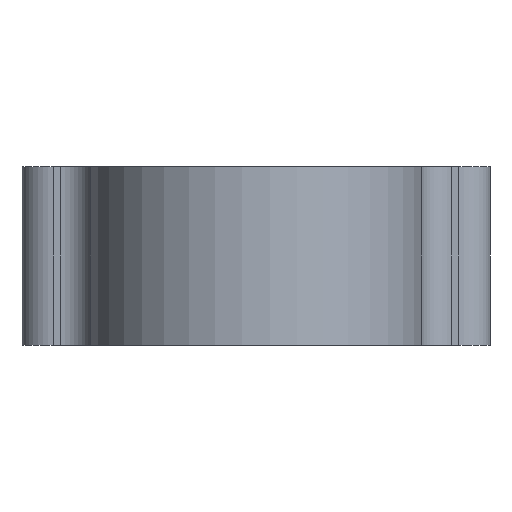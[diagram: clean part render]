
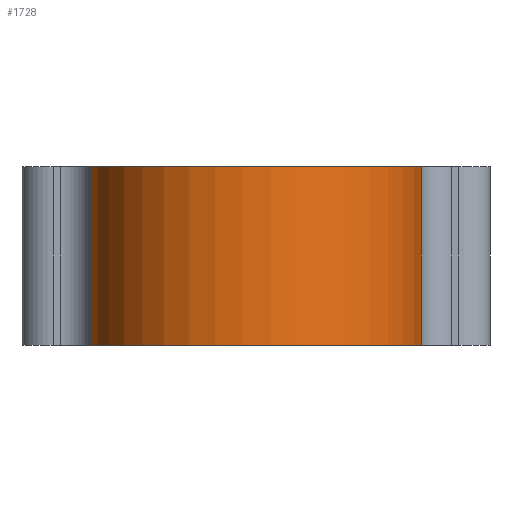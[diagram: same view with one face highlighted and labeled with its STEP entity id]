
A CAD part, front view. The second image highlights one B-rep face of the part: STEP entity #1728.
In plain terms, the highlighted cylindrical face has radius 7.5 mm (diameter 15 mm), a partial arc.
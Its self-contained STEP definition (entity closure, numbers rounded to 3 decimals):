
#44 = PLANE('',#45);
#45 = AXIS2_PLACEMENT_3D('',#46,#47,#48);
#46 = CARTESIAN_POINT('',(0.,2.654,0.));
#47 = DIRECTION('',(-0.,-0.,-1.));
#48 = DIRECTION('',(-1.,0.,0.));
#100 = PLANE('',#101);
#101 = AXIS2_PLACEMENT_3D('',#102,#103,#104);
#102 = CARTESIAN_POINT('',(0.,2.654,8.));
#103 = DIRECTION('',(-0.,-0.,-1.));
#104 = DIRECTION('',(-1.,0.,0.));
#252 = VERTEX_POINT('',#253);
#253 = CARTESIAN_POINT('',(7.407,-1.18,0.));
#272 = CYLINDRICAL_SURFACE('',#273,1.4);
#273 = AXIS2_PLACEMENT_3D('',#274,#275,#276);
#274 = CARTESIAN_POINT('',(8.789,-1.4,0.));
#275 = DIRECTION('',(0.,0.,1.));
#276 = DIRECTION('',(0.,1.,0.));
#284 = EDGE_CURVE('',#285,#252,#287,.T.);
#285 = VERTEX_POINT('',#286);
#286 = CARTESIAN_POINT('',(-7.407,-1.18,0.));
#287 = SURFACE_CURVE('',#288,(#293,#304),.PCURVE_S1.);
#288 = CIRCLE('',#289,7.5);
#289 = AXIS2_PLACEMENT_3D('',#290,#291,#292);
#290 = CARTESIAN_POINT('',(0.,0.,0.));
#291 = DIRECTION('',(0.,0.,1.));
#292 = DIRECTION('',(1.,0.,0.));
#293 = PCURVE('',#44,#294);
#294 = DEFINITIONAL_REPRESENTATION('',(#295),#303);
#295 = ( BOUNDED_CURVE() B_SPLINE_CURVE(2,(#296,#297,#298,#299,#300,#301
,#302),.UNSPECIFIED.,.T.,.F.) B_SPLINE_CURVE_WITH_KNOTS((1,2,2,2,2,1),(
    -2.094,0.,2.094,4.189,6.283,
8.378),.UNSPECIFIED.) CURVE() GEOMETRIC_REPRESENTATION_ITEM() 
RATIONAL_B_SPLINE_CURVE((1.,0.5,1.,0.5,1.,0.5,1.)) REPRESENTATION_ITEM(
  '') );
#296 = CARTESIAN_POINT('',(-7.5,-2.654));
#297 = CARTESIAN_POINT('',(-7.5,10.337));
#298 = CARTESIAN_POINT('',(3.75,3.842));
#299 = CARTESIAN_POINT('',(15.,-2.654));
#300 = CARTESIAN_POINT('',(3.75,-9.149));
#301 = CARTESIAN_POINT('',(-7.5,-15.644));
#302 = CARTESIAN_POINT('',(-7.5,-2.654));
#303 = ( GEOMETRIC_REPRESENTATION_CONTEXT(2) 
PARAMETRIC_REPRESENTATION_CONTEXT() REPRESENTATION_CONTEXT('2D SPACE',''
  ) );
#304 = PCURVE('',#305,#310);
#305 = CYLINDRICAL_SURFACE('',#306,7.5);
#306 = AXIS2_PLACEMENT_3D('',#307,#308,#309);
#307 = CARTESIAN_POINT('',(0.,0.,0.));
#308 = DIRECTION('',(-0.,-0.,-1.));
#309 = DIRECTION('',(1.,0.,0.));
#310 = DEFINITIONAL_REPRESENTATION('',(#311),#315);
#311 = LINE('',#312,#313);
#312 = CARTESIAN_POINT('',(-0.,0.));
#313 = VECTOR('',#314,1.);
#314 = DIRECTION('',(-1.,0.));
#315 = ( GEOMETRIC_REPRESENTATION_CONTEXT(2) 
PARAMETRIC_REPRESENTATION_CONTEXT() REPRESENTATION_CONTEXT('2D SPACE',''
  ) );
#338 = CYLINDRICAL_SURFACE('',#339,1.4);
#339 = AXIS2_PLACEMENT_3D('',#340,#341,#342);
#340 = CARTESIAN_POINT('',(-8.789,-1.4,0.));
#341 = DIRECTION('',(0.,0.,1.));
#342 = DIRECTION('',(0.988,0.157,0.));
#1031 = VERTEX_POINT('',#1032);
#1032 = CARTESIAN_POINT('',(7.407,-1.18,8.));
#1058 = EDGE_CURVE('',#1059,#1031,#1061,.T.);
#1059 = VERTEX_POINT('',#1060);
#1060 = CARTESIAN_POINT('',(-7.407,-1.18,8.));
#1061 = SURFACE_CURVE('',#1062,(#1067,#1078),.PCURVE_S1.);
#1062 = CIRCLE('',#1063,7.5);
#1063 = AXIS2_PLACEMENT_3D('',#1064,#1065,#1066);
#1064 = CARTESIAN_POINT('',(0.,0.,8.));
#1065 = DIRECTION('',(0.,0.,1.));
#1066 = DIRECTION('',(1.,0.,0.));
#1067 = PCURVE('',#100,#1068);
#1068 = DEFINITIONAL_REPRESENTATION('',(#1069),#1077);
#1069 = ( BOUNDED_CURVE() B_SPLINE_CURVE(2,(#1070,#1071,#1072,#1073,
#1074,#1075,#1076),.UNSPECIFIED.,.T.,.F.) B_SPLINE_CURVE_WITH_KNOTS((1,2
    ,2,2,2,1),(-2.094,0.,2.094,4.189,
6.283,8.378),.UNSPECIFIED.) CURVE() 
GEOMETRIC_REPRESENTATION_ITEM() RATIONAL_B_SPLINE_CURVE((1.,0.5,1.,0.5,
1.,0.5,1.)) REPRESENTATION_ITEM('') );
#1070 = CARTESIAN_POINT('',(-7.5,-2.654));
#1071 = CARTESIAN_POINT('',(-7.5,10.337));
#1072 = CARTESIAN_POINT('',(3.75,3.842));
#1073 = CARTESIAN_POINT('',(15.,-2.654));
#1074 = CARTESIAN_POINT('',(3.75,-9.149));
#1075 = CARTESIAN_POINT('',(-7.5,-15.644));
#1076 = CARTESIAN_POINT('',(-7.5,-2.654));
#1077 = ( GEOMETRIC_REPRESENTATION_CONTEXT(2) 
PARAMETRIC_REPRESENTATION_CONTEXT() REPRESENTATION_CONTEXT('2D SPACE',''
  ) );
#1078 = PCURVE('',#305,#1079);
#1079 = DEFINITIONAL_REPRESENTATION('',(#1080),#1084);
#1080 = LINE('',#1081,#1082);
#1081 = CARTESIAN_POINT('',(-0.,-8.));
#1082 = VECTOR('',#1083,1.);
#1083 = DIRECTION('',(-1.,0.));
#1084 = ( GEOMETRIC_REPRESENTATION_CONTEXT(2) 
PARAMETRIC_REPRESENTATION_CONTEXT() REPRESENTATION_CONTEXT('2D SPACE',''
  ) );
#1679 = EDGE_CURVE('',#252,#1031,#1680,.T.);
#1680 = SURFACE_CURVE('',#1681,(#1685,#1692),.PCURVE_S1.);
#1681 = LINE('',#1682,#1683);
#1682 = CARTESIAN_POINT('',(7.407,-1.18,0.));
#1683 = VECTOR('',#1684,1.);
#1684 = DIRECTION('',(0.,0.,1.));
#1685 = PCURVE('',#272,#1686);
#1686 = DEFINITIONAL_REPRESENTATION('',(#1687),#1691);
#1687 = LINE('',#1688,#1689);
#1688 = CARTESIAN_POINT('',(1.413,0.));
#1689 = VECTOR('',#1690,1.);
#1690 = DIRECTION('',(0.,1.));
#1691 = ( GEOMETRIC_REPRESENTATION_CONTEXT(2) 
PARAMETRIC_REPRESENTATION_CONTEXT() REPRESENTATION_CONTEXT('2D SPACE',''
  ) );
#1692 = PCURVE('',#305,#1693);
#1693 = DEFINITIONAL_REPRESENTATION('',(#1694),#1698);
#1694 = LINE('',#1695,#1696);
#1695 = CARTESIAN_POINT('',(-6.125,0.));
#1696 = VECTOR('',#1697,1.);
#1697 = DIRECTION('',(-0.,-1.));
#1698 = ( GEOMETRIC_REPRESENTATION_CONTEXT(2) 
PARAMETRIC_REPRESENTATION_CONTEXT() REPRESENTATION_CONTEXT('2D SPACE',''
  ) );
#1728 = ADVANCED_FACE('',(#1729),#305,.T.);
#1729 = FACE_BOUND('',#1730,.F.);
#1730 = EDGE_LOOP('',(#1731,#1732,#1753,#1754));
#1731 = ORIENTED_EDGE('',*,*,#284,.F.);
#1732 = ORIENTED_EDGE('',*,*,#1733,.T.);
#1733 = EDGE_CURVE('',#285,#1059,#1734,.T.);
#1734 = SURFACE_CURVE('',#1735,(#1739,#1746),.PCURVE_S1.);
#1735 = LINE('',#1736,#1737);
#1736 = CARTESIAN_POINT('',(-7.407,-1.18,0.));
#1737 = VECTOR('',#1738,1.);
#1738 = DIRECTION('',(0.,0.,1.));
#1739 = PCURVE('',#305,#1740);
#1740 = DEFINITIONAL_REPRESENTATION('',(#1741),#1745);
#1741 = LINE('',#1742,#1743);
#1742 = CARTESIAN_POINT('',(-3.3,0.));
#1743 = VECTOR('',#1744,1.);
#1744 = DIRECTION('',(-0.,-1.));
#1745 = ( GEOMETRIC_REPRESENTATION_CONTEXT(2) 
PARAMETRIC_REPRESENTATION_CONTEXT() REPRESENTATION_CONTEXT('2D SPACE',''
  ) );
#1746 = PCURVE('',#338,#1747);
#1747 = DEFINITIONAL_REPRESENTATION('',(#1748),#1752);
#1748 = LINE('',#1749,#1750);
#1749 = CARTESIAN_POINT('',(0.,0.));
#1750 = VECTOR('',#1751,1.);
#1751 = DIRECTION('',(0.,1.));
#1752 = ( GEOMETRIC_REPRESENTATION_CONTEXT(2) 
PARAMETRIC_REPRESENTATION_CONTEXT() REPRESENTATION_CONTEXT('2D SPACE',''
  ) );
#1753 = ORIENTED_EDGE('',*,*,#1058,.T.);
#1754 = ORIENTED_EDGE('',*,*,#1679,.F.);
